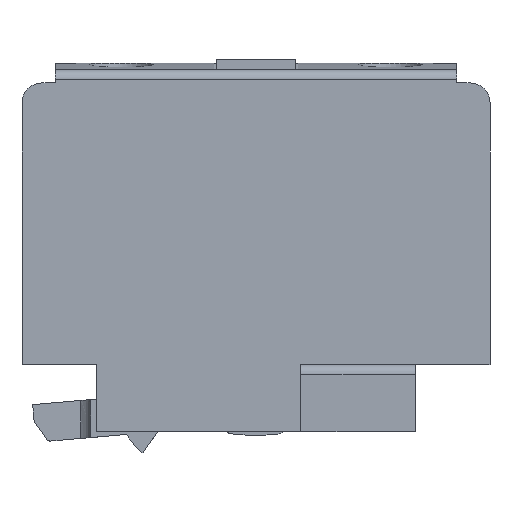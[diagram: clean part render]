
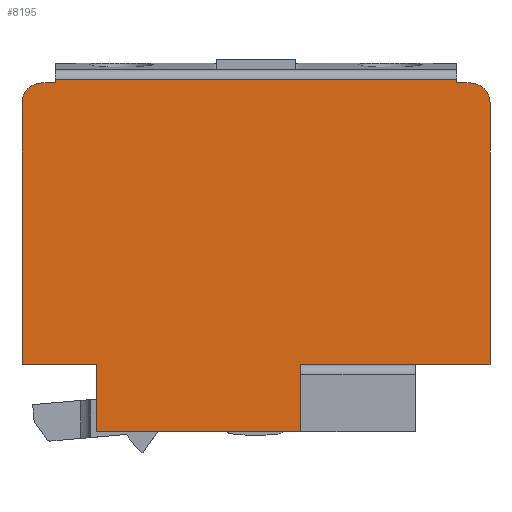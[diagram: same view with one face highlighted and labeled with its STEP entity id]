
A CAD part, left-side view. The second image highlights one B-rep face of the part: STEP entity #8195.
In plain terms, the highlighted planar face has unit normal (-1, 0, 0).
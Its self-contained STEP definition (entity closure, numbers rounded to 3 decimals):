
#1235=DIRECTION('',(0.,-1.,0.));
#1236=VECTOR('',#1235,19.);
#1237=CARTESIAN_POINT('',(0.,19.,-28.3));
#1238=LINE('',#1237,#1236);
#1692=DIRECTION('',(0.,0.,1.));
#1693=VECTOR('',#1692,6.685);
#1694=CARTESIAN_POINT('',(0.,18.997,-35.));
#1695=LINE('',#1694,#1693);
#1699=DIRECTION('',(0.,-1.,0.));
#1700=VECTOR('',#1699,20.5);
#1701=CARTESIAN_POINT('',(0.,39.497,-35.));
#1702=LINE('',#1701,#1700);
#1706=DIRECTION('',(0.,0.,-1.));
#1707=VECTOR('',#1706,6.7);
#1708=CARTESIAN_POINT('',(0.,39.5,-28.3));
#1709=LINE('',#1708,#1707);
#1713=DIRECTION('',(0.,-1.,0.));
#1714=VECTOR('',#1713,7.5);
#1715=CARTESIAN_POINT('',(0.,47.,-28.3));
#1716=LINE('',#1715,#1714);
#1720=DIRECTION('',(0.,0.,-1.));
#1721=VECTOR('',#1720,26.3);
#1722=CARTESIAN_POINT('',(0.,47.,-2.));
#1723=LINE('',#1722,#1721);
#1727=CARTESIAN_POINT('',(0.,45.,-2.));
#1728=DIRECTION('',(-1.,0.,0.));
#1729=DIRECTION('',(0.,0.,1.));
#1730=AXIS2_PLACEMENT_3D('',#1727,#1728,#1729);
#1735=DIRECTION('',(0.,1.,0.));
#1736=VECTOR('',#1735,1.35);
#1737=CARTESIAN_POINT('',(0.,43.65,0.));
#1738=LINE('',#1737,#1736);
#1742=DIRECTION('',(0.,-1.,0.));
#1743=VECTOR('',#1742,40.3);
#1744=CARTESIAN_POINT('',(0.,43.65,0.327));
#1745=LINE('',#1744,#1743);
#1749=DIRECTION('',(0.,1.,0.));
#1750=VECTOR('',#1749,1.35);
#1751=CARTESIAN_POINT('',(0.,2.,0.));
#1752=LINE('',#1751,#1750);
#1756=CARTESIAN_POINT('',(0.,2.,-2.));
#1757=DIRECTION('',(-1.,0.,0.));
#1758=DIRECTION('',(0.,-1.,0.));
#1759=AXIS2_PLACEMENT_3D('',#1756,#1757,#1758);
#1764=DIRECTION('',(0.,0.,1.));
#1765=VECTOR('',#1764,26.3);
#1766=CARTESIAN_POINT('',(0.,0.,-28.3));
#1767=LINE('',#1766,#1765);
#1771=DIRECTION('',(0.,0.,1.));
#1772=VECTOR('',#1771,0.015);
#1773=CARTESIAN_POINT('',(0.,19.,-28.315));
#1774=LINE('',#1773,#1772);
#2019=DIRECTION('',(0.,0.,1.));
#2020=VECTOR('',#2019,0.327);
#2021=CARTESIAN_POINT('',(0.,43.65,0.));
#2022=LINE('',#2021,#2020);
#2176=DIRECTION('',(0.,0.,-1.));
#2177=VECTOR('',#2176,0.327);
#2178=CARTESIAN_POINT('',(0.,3.35,0.327));
#2179=LINE('',#2178,#2177);
#5866=CARTESIAN_POINT('',(0.,47.,-28.3));
#5867=CARTESIAN_POINT('',(0.,39.5,-28.3));
#5868=VERTEX_POINT('',#5866);
#5869=VERTEX_POINT('',#5867);
#5870=CARTESIAN_POINT('',(0.,39.497,-35.));
#5871=VERTEX_POINT('',#5870);
#5879=CARTESIAN_POINT('',(0.,3.35,0.327));
#5881=VERTEX_POINT('',#5879);
#5886=CARTESIAN_POINT('',(0.,43.65,0.327));
#5888=VERTEX_POINT('',#5886);
#5894=CARTESIAN_POINT('',(0.,3.35,0.));
#5895=VERTEX_POINT('',#5894);
#5898=CARTESIAN_POINT('',(0.,43.65,0.));
#5899=VERTEX_POINT('',#5898);
#5934=CARTESIAN_POINT('',(0.,0.,-28.3));
#5935=VERTEX_POINT('',#5934);
#5956=CARTESIAN_POINT('',(0.,19.,-28.3));
#5957=VERTEX_POINT('',#5956);
#6060=CARTESIAN_POINT('',(0.,45.,0.));
#6061=VERTEX_POINT('',#6060);
#6062=CARTESIAN_POINT('',(0.,47.,-2.));
#6063=VERTEX_POINT('',#6062);
#6084=CARTESIAN_POINT('',(0.,0.,-2.));
#6085=VERTEX_POINT('',#6084);
#6086=CARTESIAN_POINT('',(0.,2.,0.));
#6087=VERTEX_POINT('',#6086);
#6550=CARTESIAN_POINT('',(0.,18.997,-35.));
#6551=CARTESIAN_POINT('',(0.,19.,-28.315));
#6552=VERTEX_POINT('',#6550);
#6553=VERTEX_POINT('',#6551);
#8163=CARTESIAN_POINT('',(0.,0.,0.));
#8164=DIRECTION('',(-1.,0.,0.));
#8165=DIRECTION('',(0.,0.,1.));
#8166=AXIS2_PLACEMENT_3D('',#8163,#8164,#8165);
#8167=PLANE('',#8166);
#8168=ORIENTED_EDGE('',*,*,#6962,.F.);
#8169=ORIENTED_EDGE('',*,*,#7074,.F.);
#8170=ORIENTED_EDGE('',*,*,#7172,.F.);
#8172=ORIENTED_EDGE('',*,*,#8171,.F.);
#8174=ORIENTED_EDGE('',*,*,#8173,.F.);
#8176=ORIENTED_EDGE('',*,*,#8175,.F.);
#8178=ORIENTED_EDGE('',*,*,#8177,.F.);
#8180=ORIENTED_EDGE('',*,*,#8179,.T.);
#8182=ORIENTED_EDGE('',*,*,#8181,.T.);
#8184=ORIENTED_EDGE('',*,*,#8183,.T.);
#8186=ORIENTED_EDGE('',*,*,#8185,.F.);
#8188=ORIENTED_EDGE('',*,*,#8187,.F.);
#8190=ORIENTED_EDGE('',*,*,#8189,.F.);
#8191=ORIENTED_EDGE('',*,*,#7712,.F.);
#8192=ORIENTED_EDGE('',*,*,#7312,.F.);
#8193=EDGE_LOOP('',(#8168,#8169,#8170,#8172,#8174,#8176,#8178,#8180,#8182,#8184,
#8186,#8188,#8190,#8191,#8192));
#8194=FACE_OUTER_BOUND('',#8193,.F.);
#1731=CIRCLE('',#1730,2.);
#1760=CIRCLE('',#1759,2.);
#6962=EDGE_CURVE('',#6552,#6553,#1695,.T.);
#7074=EDGE_CURVE('',#5871,#6552,#1702,.T.);
#7172=EDGE_CURVE('',#5869,#5871,#1709,.T.);
#7312=EDGE_CURVE('',#6553,#5957,#1774,.T.);
#7712=EDGE_CURVE('',#5957,#5935,#1238,.T.);
#8171=EDGE_CURVE('',#5868,#5869,#1716,.T.);
#8173=EDGE_CURVE('',#6063,#5868,#1723,.T.);
#8175=EDGE_CURVE('',#6061,#6063,#1731,.T.);
#8177=EDGE_CURVE('',#5899,#6061,#1738,.T.);
#8179=EDGE_CURVE('',#5899,#5888,#2022,.T.);
#8181=EDGE_CURVE('',#5888,#5881,#1745,.T.);
#8183=EDGE_CURVE('',#5881,#5895,#2179,.T.);
#8185=EDGE_CURVE('',#6087,#5895,#1752,.T.);
#8187=EDGE_CURVE('',#6085,#6087,#1760,.T.);
#8189=EDGE_CURVE('',#5935,#6085,#1767,.T.);
#8195=ADVANCED_FACE('',(#8194),#8167,.T.);
